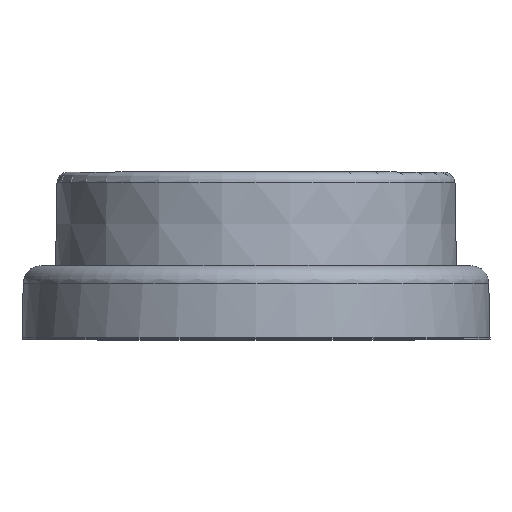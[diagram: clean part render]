
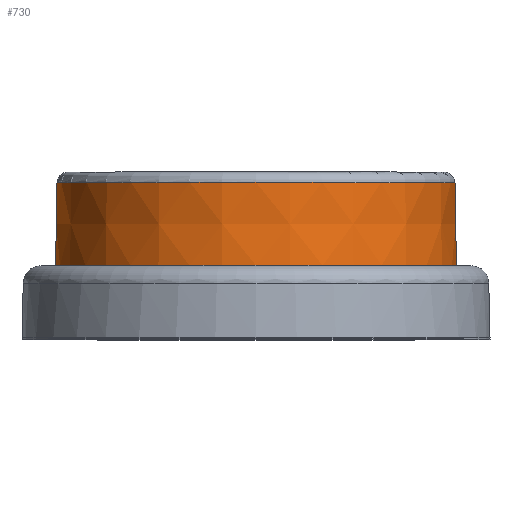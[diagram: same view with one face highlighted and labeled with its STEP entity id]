
A CAD part, top view. The second image highlights one B-rep face of the part: STEP entity #730.
In plain terms, the highlighted conical face has half-angle 1 degrees and reference radius 5.554 mm.
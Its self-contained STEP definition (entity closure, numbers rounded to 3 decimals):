
#62=(
BOUNDED_CURVE()
B_SPLINE_CURVE(2,(#1193,#1194,#1195),.UNSPECIFIED.,.F.,.F.)
B_SPLINE_CURVE_WITH_KNOTS((3,3),(-0.48,-0.249),
 .UNSPECIFIED.)
CURVE()
GEOMETRIC_REPRESENTATION_ITEM()
RATIONAL_B_SPLINE_CURVE((1.,1.,1.))
REPRESENTATION_ITEM('')
);
#65=(
BOUNDED_CURVE()
B_SPLINE_CURVE(2,(#1272,#1273,#1274),.UNSPECIFIED.,.F.,.F.)
B_SPLINE_CURVE_WITH_KNOTS((3,3),(0.249,0.48),
 .UNSPECIFIED.)
CURVE()
GEOMETRIC_REPRESENTATION_ITEM()
RATIONAL_B_SPLINE_CURVE((1.,1.,1.))
REPRESENTATION_ITEM('')
);
#132=CONICAL_SURFACE('',#807,5.554,0.017);
#150=FACE_OUTER_BOUND('',#198,.T.);
#198=EDGE_LOOP('',(#520,#521,#522,#523));
#251=CIRCLE('',#805,5.534);
#253=CIRCLE('',#808,5.574);
#313=VERTEX_POINT('',#1190);
#314=VERTEX_POINT('',#1192);
#321=VERTEX_POINT('',#1252);
#323=VERTEX_POINT('',#1271);
#385=EDGE_CURVE('',#313,#314,#62,.T.);
#395=EDGE_CURVE('',#313,#321,#251,.T.);
#398=EDGE_CURVE('',#323,#321,#65,.T.);
#399=EDGE_CURVE('',#323,#314,#253,.T.);
#520=ORIENTED_EDGE('',*,*,#395,.T.);
#521=ORIENTED_EDGE('',*,*,#398,.F.);
#522=ORIENTED_EDGE('',*,*,#399,.T.);
#523=ORIENTED_EDGE('',*,*,#385,.F.);
#730=ADVANCED_FACE('',(#150),#132,.T.);
#805=AXIS2_PLACEMENT_3D('',#1253,#933,#934);
#807=AXIS2_PLACEMENT_3D('',#1270,#937,#938);
#808=AXIS2_PLACEMENT_3D('',#1275,#939,#940);
#933=DIRECTION('center_axis',(0.,-1.,0.));
#934=DIRECTION('ref_axis',(-1.,0.,0.));
#937=DIRECTION('center_axis',(0.,-1.,0.));
#938=DIRECTION('ref_axis',(0.,0.,1.));
#939=DIRECTION('center_axis',(0.,1.,0.));
#940=DIRECTION('ref_axis',(-0.809,0.,-0.588));
#1190=CARTESIAN_POINT('',(4.468,4.305,11.736));
#1192=CARTESIAN_POINT('',(4.509,2.,11.723));
#1193=CARTESIAN_POINT('Ctrl Pts',(4.468,4.305,11.736));
#1194=CARTESIAN_POINT('Ctrl Pts',(4.489,3.155,11.73));
#1195=CARTESIAN_POINT('Ctrl Pts',(4.509,2.,11.723));
#1252=CARTESIAN_POINT('',(-4.468,4.305,11.736));
#1253=CARTESIAN_POINT('Origin',(0.,4.305,15.));
#1270=CARTESIAN_POINT('Origin',(0.,3.153,15.));
#1271=CARTESIAN_POINT('',(-4.509,2.,11.723));
#1272=CARTESIAN_POINT('Ctrl Pts',(-4.509,2.,11.723));
#1273=CARTESIAN_POINT('Ctrl Pts',(-4.489,3.155,11.73));
#1274=CARTESIAN_POINT('Ctrl Pts',(-4.468,4.305,11.736));
#1275=CARTESIAN_POINT('Origin',(0.,2.,15.));
